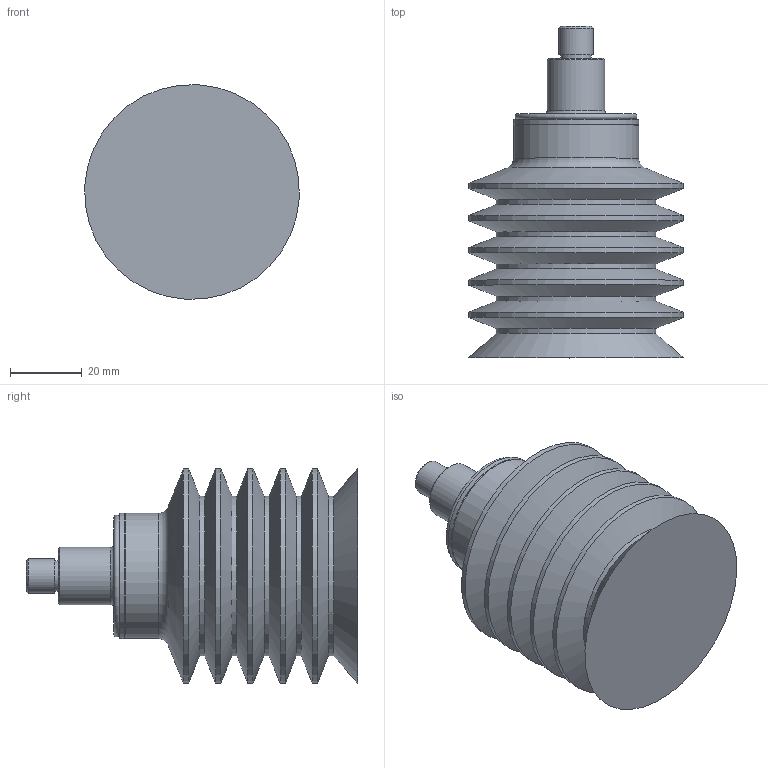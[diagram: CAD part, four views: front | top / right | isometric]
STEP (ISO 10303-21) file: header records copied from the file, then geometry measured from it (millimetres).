
FILE_DESCRIPTION(/* description */ (''),/* implementation_level */ '2;1');
FILE_NAME(/* name */ 'vf60-5sb_rac20r1-8m.stp',/* time_stamp */ '2020-09-25T08:10:07+02:00',/* author */ ('enginyeria'),/* organization */ (''),/* preprocessor_version */ 'ST-DEVELOPER v17.2',/* originating_system */ 'Autodesk Inventor 2019',/* authorisation */ '');
FILE_SCHEMA (('CONFIG_CONTROL_DESIGN'));
Length unit declared in the file: millimetre
Products named in the file (1): vf60-5sb_rac20r1-8m
Bounding box: 59.9 x 92.65 x 59.9 mm (x, y, z)
Volume: 130014.6 mm3; surface area: 26028.2 mm2
Topology: 1 solids, 2 shells, 45 faces, 125 edges, 89 vertices
Faces by surface type: cylinder 17, cone 16, plane 9, torus 3
Full cylindrical faces by diameter (mm): 3.5 x1, 8.566 x1, 9.728 x1, 16 x1, 21.5 x1, 35 x2, 44.654 x5, 60 x5
Entity records: 1620 total; most frequent: DIRECTION 307, CARTESIAN_POINT 259, ORIENTED_EDGE 248, AXIS2_PLACEMENT_3D 137, EDGE_CURVE 124, CIRCLE 91, VERTEX_POINT 89, EDGE_LOOP 51
